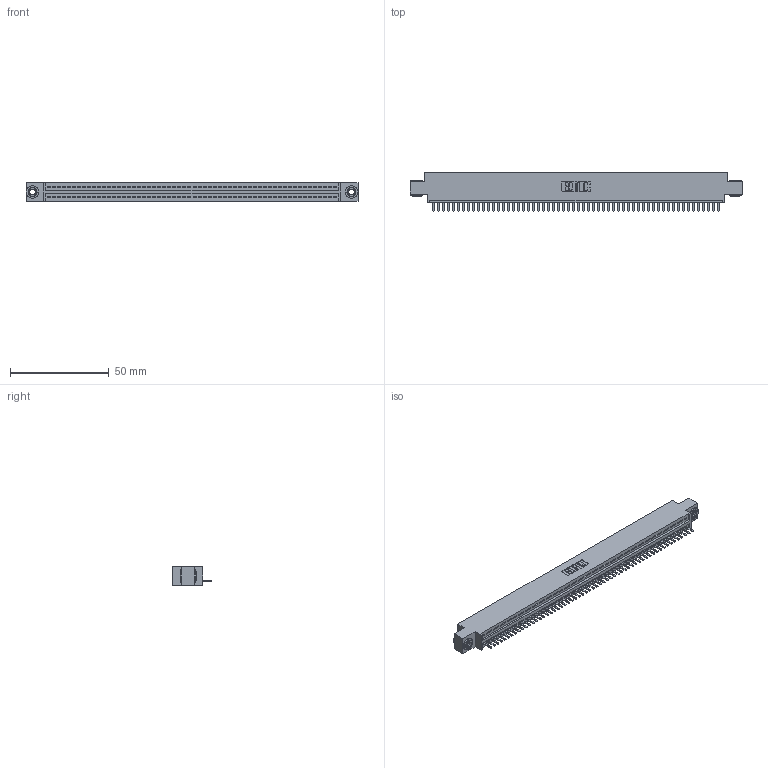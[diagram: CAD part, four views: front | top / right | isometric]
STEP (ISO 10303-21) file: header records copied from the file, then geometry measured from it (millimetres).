
FILE_DESCRIPTION (( 'STEP AP203' ), '1' );
FILE_NAME ('345-058-520-603.STEP', '2019-10-10T15:41:33', ( '' ), ( '' ), 'SwSTEP 2.0', 'SolidWorks 2016', '' );
FILE_SCHEMA (( 'CONFIG_CONTROL_DESIGN' ));
Length unit declared in the file: inch
Products named in the file (4): 345-292-001_345-293-120; 345-058-520-603; 345-250-002_345-250-002-102; 345 Part_0.170 Offset - 0.156 Dia-TH
Assembly tree (61 placements, depth 2):
  345-058-520-603
    345 Part_0.170 Offset - 0.156 Dia-TH
    345-292-001_345-293-120  x58
    345-250-002_345-250-002-102  x2
Bounding box: 168.53 x 19.68 x 9.4 mm (x, y, z)
Volume: 15877.3 mm3; surface area: 21112.2 mm2
Topology: 61 solids, 61 shells, 3764 faces, 11101 edges, 7242 vertices
Faces by surface type: plane 2530, cylinder 1226, cone 8
Entity records: 42394 total; most frequent: CARTESIAN_POINT 7333, ORIENTED_EDGE 7306, DIRECTION 6399, EDGE_CURVE 3653, LINE 3261, VECTOR 3261, VERTEX_POINT 2430, AXIS2_PLACEMENT_3D 1569
